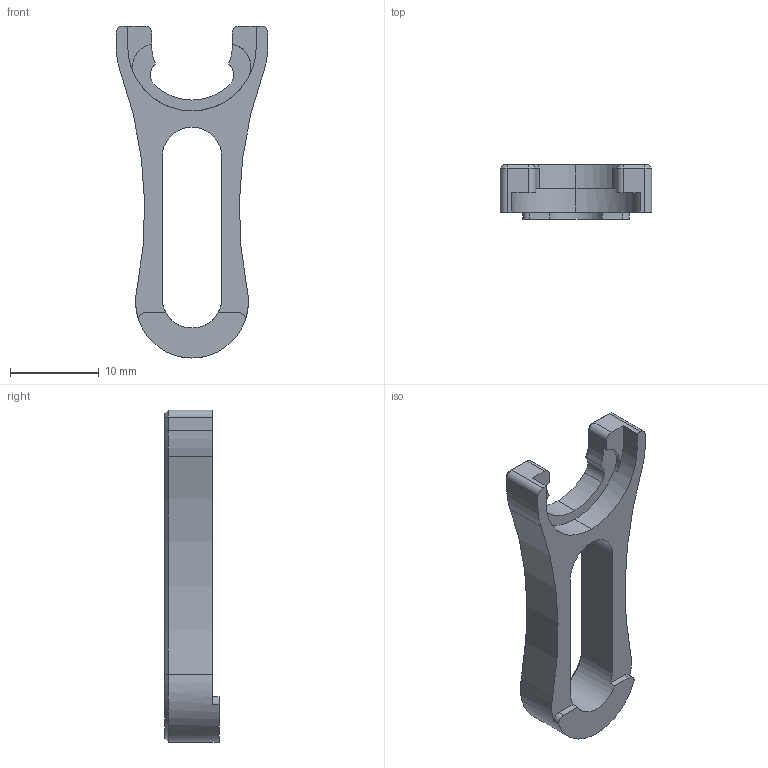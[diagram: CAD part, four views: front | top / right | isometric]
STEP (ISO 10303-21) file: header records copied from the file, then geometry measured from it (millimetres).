
FILE_DESCRIPTION (( 'STEP AP214' ), '1' );
FILE_NAME ('TTN111196-E0W.STEP', '2016-08-25T11:02:52', ( '' ), ( '' ), 'SwSTEP 2.0', 'SolidWorks 2016', '' );
FILE_SCHEMA (( 'AUTOMOTIVE_DESIGN' ));
Length unit declared in the file: millimetre
Products named in the file (1): TTN111196-E0W
Bounding box: 17.08 x 6.1 x 37.37 mm (x, y, z)
Volume: 1234.6 mm3; surface area: 1373.7 mm2
Topology: 1 solids, 1 shells, 287 faces, 779 edges, 512 vertices
Faces by surface type: bspline 146, plane 101, cylinder 25, cone 15
Entity records: 15321 total; most frequent: CARTESIAN_POINT 5843, ORIENTED_EDGE 1558, DIRECTION 840, EDGE_CURVE 779, VERTEX_POINT 512, LINE 414, VECTOR 414, EDGE_LOOP 307
